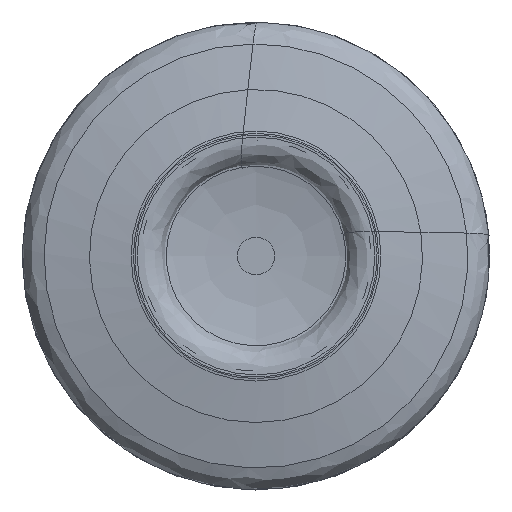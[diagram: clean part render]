
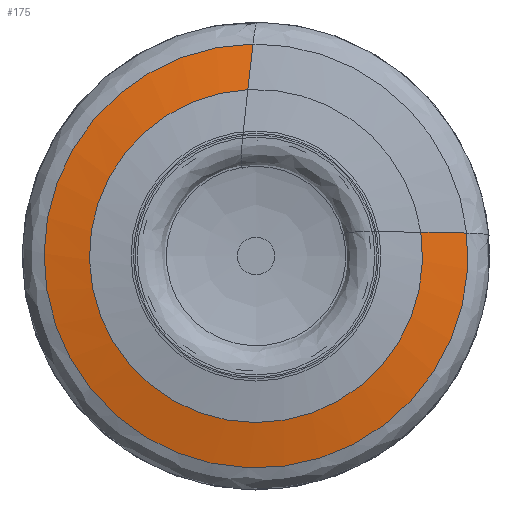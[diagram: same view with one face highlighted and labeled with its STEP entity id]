
A CAD part, left-side view. The second image highlights one B-rep face of the part: STEP entity #175.
In plain terms, the highlighted free-form (B-spline) face has degree [1, 3] with [2, 7] control points.
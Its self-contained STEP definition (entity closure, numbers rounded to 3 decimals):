
#44=LINE('',#1085,#60);
#45=LINE('',#1086,#61);
#60=VECTOR('',#722,1.);
#61=VECTOR('',#723,1.);
#106=(
BOUNDED_SURFACE()
B_SPLINE_SURFACE(1,3,((#1087,#1088,#1089,#1090,#1091,#1092,#1093),(#1094,
#1095,#1096,#1097,#1098,#1099,#1100)),.UNSPECIFIED.,.F.,.F.,.F.)
B_SPLINE_SURFACE_WITH_KNOTS((2,2),(4,3,4),(0.,1.),(0.,0.5,1.),
 .UNSPECIFIED.)
GEOMETRIC_REPRESENTATION_ITEM()
RATIONAL_B_SPLINE_SURFACE(((1.,0.574,0.574,1.,0.574,
0.574,1.),(1.,0.574,0.574,1.,0.574,
0.574,1.)))
REPRESENTATION_ITEM('')
SURFACE()
);
#135=FACE_OUTER_BOUND('',#262,.T.);
#175=ADVANCED_FACE('',(#135),#106,.F.);
#262=EDGE_LOOP('',(#346,#347,#348,#349));
#346=ORIENTED_EDGE('',*,*,#486,.F.);
#347=ORIENTED_EDGE('',*,*,#487,.F.);
#348=ORIENTED_EDGE('',*,*,#483,.T.);
#349=ORIENTED_EDGE('',*,*,#488,.F.);
#435=VERTEX_POINT('',#1064);
#436=VERTEX_POINT('',#1065);
#437=VERTEX_POINT('',#1083);
#438=VERTEX_POINT('',#1084);
#483=EDGE_CURVE('',#435,#436,#536,.T.);
#486=EDGE_CURVE('',#437,#438,#537,.T.);
#487=EDGE_CURVE('',#435,#437,#44,.T.);
#488=EDGE_CURVE('',#438,#436,#45,.T.);
#536=CIRCLE('',#597,8.899);
#537=CIRCLE('',#598,11.324);
#597=AXIS2_PLACEMENT_3D('',#1063,#716,#717);
#598=AXIS2_PLACEMENT_3D('',#1082,#720,#721);
#716=DIRECTION('',(1.,0.,0.));
#717=DIRECTION('',(0.,-0.99,0.143));
#720=DIRECTION('',(1.,0.,0.));
#721=DIRECTION('',(0.,-0.994,0.108));
#722=DIRECTION('',(0.199,-0.98,-0.017));
#723=DIRECTION('',(-0.199,0.11,-0.974));
#1063=CARTESIAN_POINT('',(0.41,0.,0.));
#1064=CARTESIAN_POINT('',(0.41,-8.808,1.271));
#1065=CARTESIAN_POINT('',(0.41,0.436,8.888));
#1082=CARTESIAN_POINT('',(0.907,0.,0.));
#1083=CARTESIAN_POINT('',(0.907,-11.257,1.227));
#1084=CARTESIAN_POINT('',(0.907,0.163,11.323));
#1085=CARTESIAN_POINT('',(0.41,-8.808,1.271));
#1086=CARTESIAN_POINT('',(0.41,0.436,8.888));
#1087=CARTESIAN_POINT('',(0.41,-8.808,1.271));
#1088=CARTESIAN_POINT('',(0.41,-10.184,-8.272));
#1089=CARTESIAN_POINT('',(0.41,-1.782,-12.999));
#1090=CARTESIAN_POINT('',(0.41,5.659,-6.868));
#1091=CARTESIAN_POINT('',(0.41,13.1,-0.736));
#1092=CARTESIAN_POINT('',(0.41,10.066,8.415));
#1093=CARTESIAN_POINT('',(0.41,0.436,8.888));
#1094=CARTESIAN_POINT('',(0.907,-11.257,1.227));
#1095=CARTESIAN_POINT('',(0.907,-12.587,-10.969));
#1096=CARTESIAN_POINT('',(0.907,-1.692,-16.61));
#1097=CARTESIAN_POINT('',(0.907,7.5,-8.484));
#1098=CARTESIAN_POINT('',(0.907,16.692,-0.358));
#1099=CARTESIAN_POINT('',(0.907,12.43,11.147));
#1100=CARTESIAN_POINT('',(0.907,0.163,11.323));
